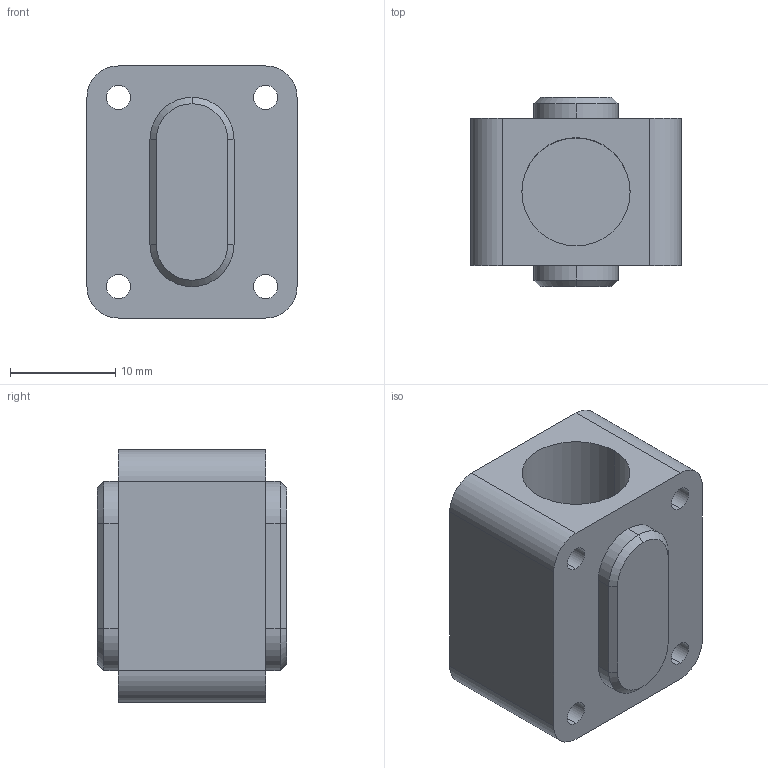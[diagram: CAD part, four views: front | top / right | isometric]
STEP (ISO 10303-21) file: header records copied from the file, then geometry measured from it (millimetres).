
FILE_DESCRIPTION (( 'STEP AP214' ), '1' );
FILE_NAME ('thigh knee mount v2.STEP', '2024-05-09T04:26:17', ( '' ), ( '' ), 'SwSTEP 2.0', 'SolidWorks 2023', '' );
FILE_SCHEMA (( 'AUTOMOTIVE_DESIGN' ));
Length unit declared in the file: millimetre
Products named in the file (1): thigh knee mount v2
Bounding box: 20 x 18 x 24 mm (x, y, z)
Volume: 5218 mm3; surface area: 3270.9 mm2
Topology: 1 solids, 1 shells, 43 faces, 105 edges, 67 vertices
Faces by surface type: cylinder 20, plane 17, cone 6
Entity records: 1313 total; most frequent: DIRECTION 240, CARTESIAN_POINT 216, ORIENTED_EDGE 210, EDGE_CURVE 105, AXIS2_PLACEMENT_3D 91, VERTEX_POINT 67, VECTOR 58, LINE 58
